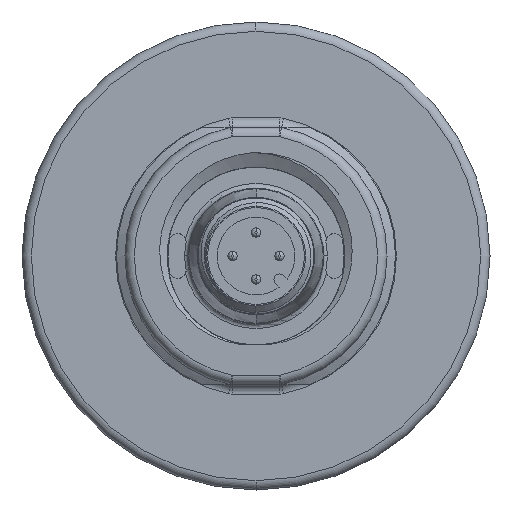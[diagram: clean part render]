
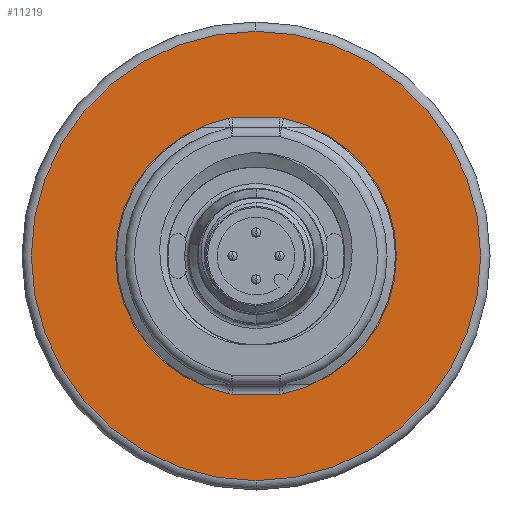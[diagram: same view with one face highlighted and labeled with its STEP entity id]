
A CAD part, front view. The second image highlights one B-rep face of the part: STEP entity #11219.
In plain terms, the highlighted planar face has unit normal (0, -1, 0).
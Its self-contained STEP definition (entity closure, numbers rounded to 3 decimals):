
#2359=CARTESIAN_POINT('',(0.,-3.,0.));
#2360=DIRECTION('',(0.,1.,0.));
#2361=DIRECTION('',(0.,0.,-1.));
#2362=AXIS2_PLACEMENT_3D('',#2359,#2360,#2361);
#2364=CARTESIAN_POINT('',(0.,-3.,0.));
#2365=DIRECTION('',(0.,1.,0.));
#2366=DIRECTION('',(0.,0.,1.));
#2367=AXIS2_PLACEMENT_3D('',#2364,#2365,#2366);
#2369=CARTESIAN_POINT('',(0.,-3.,0.));
#2370=DIRECTION('',(0.,-1.,0.));
#2371=DIRECTION('',(-0.195,0.,0.981));
#2372=AXIS2_PLACEMENT_3D('',#2369,#2370,#2371);
#2374=CARTESIAN_POINT('',(-2.537,-3.,-12.75));
#2375=DIRECTION('',(0.,-1.,0.));
#2376=DIRECTION('',(-0.195,0.,-0.981));
#2377=AXIS2_PLACEMENT_3D('',#2374,#2375,#2376);
#2379=DIRECTION('',(1.,0.,0.));
#2380=VECTOR('',#2379,5.074);
#2381=CARTESIAN_POINT('',(-2.537,-3.,-14.75));
#2382=LINE('',#2381,#2380);
#2383=CARTESIAN_POINT('',(2.537,-3.,-12.75));
#2384=DIRECTION('',(0.,-1.,0.));
#2385=DIRECTION('',(0.,0.,-1.));
#2386=AXIS2_PLACEMENT_3D('',#2383,#2384,#2385);
#2388=CARTESIAN_POINT('',(0.,-3.,0.));
#2389=DIRECTION('',(0.,-1.,0.));
#2390=DIRECTION('',(0.195,0.,-0.981));
#2391=AXIS2_PLACEMENT_3D('',#2388,#2389,#2390);
#2393=CARTESIAN_POINT('',(2.537,-3.,12.75));
#2394=DIRECTION('',(0.,-1.,0.));
#2395=DIRECTION('',(0.195,0.,0.981));
#2396=AXIS2_PLACEMENT_3D('',#2393,#2394,#2395);
#2398=DIRECTION('',(-1.,0.,0.));
#2399=VECTOR('',#2398,5.074);
#2400=CARTESIAN_POINT('',(2.537,-3.,14.75));
#2401=LINE('',#2400,#2399);
#2402=CARTESIAN_POINT('',(-2.537,-3.,12.75));
#2403=DIRECTION('',(0.,-1.,0.));
#2404=DIRECTION('',(0.,0.,1.));
#2405=AXIS2_PLACEMENT_3D('',#2402,#2403,#2404);
#8183=CARTESIAN_POINT('',(-2.928,-3.,14.712));
#8184=CARTESIAN_POINT('',(-2.928,-3.,-14.712));
#8185=VERTEX_POINT('',#8183);
#8186=VERTEX_POINT('',#8184);
#8191=CARTESIAN_POINT('',(2.928,-3.,-14.712));
#8192=CARTESIAN_POINT('',(2.928,-3.,14.712));
#8193=VERTEX_POINT('',#8191);
#8194=VERTEX_POINT('',#8192);
#8203=CARTESIAN_POINT('',(0.,-3.,-24.));
#8204=CARTESIAN_POINT('',(0.,-3.,24.));
#8205=VERTEX_POINT('',#8203);
#8206=VERTEX_POINT('',#8204);
#8438=CARTESIAN_POINT('',(-2.537,-3.,-14.75));
#8439=CARTESIAN_POINT('',(2.537,-3.,-14.75));
#8440=VERTEX_POINT('',#8438);
#8441=VERTEX_POINT('',#8439);
#8442=CARTESIAN_POINT('',(2.537,-3.,14.75));
#8443=CARTESIAN_POINT('',(-2.537,-3.,14.75));
#8444=VERTEX_POINT('',#8442);
#8445=VERTEX_POINT('',#8443);
#11191=CARTESIAN_POINT('',(0.,-3.,0.));
#11192=DIRECTION('',(0.,-1.,0.));
#11193=DIRECTION('',(0.,0.,1.));
#11194=AXIS2_PLACEMENT_3D('',#11191,#11192,#11193);
#11195=PLANE('',#11194);
#11197=ORIENTED_EDGE('',*,*,#11196,.T.);
#11199=ORIENTED_EDGE('',*,*,#11198,.T.);
#11200=EDGE_LOOP('',(#11197,#11199));
#11201=FACE_OUTER_BOUND('',#11200,.F.);
#11202=ORIENTED_EDGE('',*,*,#11181,.T.);
#11204=ORIENTED_EDGE('',*,*,#11203,.T.);
#11206=ORIENTED_EDGE('',*,*,#11205,.T.);
#11208=ORIENTED_EDGE('',*,*,#11207,.T.);
#11210=ORIENTED_EDGE('',*,*,#11209,.T.);
#11212=ORIENTED_EDGE('',*,*,#11211,.T.);
#11214=ORIENTED_EDGE('',*,*,#11213,.T.);
#11216=ORIENTED_EDGE('',*,*,#11215,.T.);
#11217=EDGE_LOOP('',(#11202,#11204,#11206,#11208,#11210,#11212,#11214,#11216));
#11218=FACE_BOUND('',#11217,.F.);
#11219=ADVANCED_FACE('',(#11201,#11218),#11195,.T.);
#2363=CIRCLE('',#2362,24.);
#2368=CIRCLE('',#2367,24.);
#2373=CIRCLE('',#2372,15.);
#2378=CIRCLE('',#2377,2.);
#2387=CIRCLE('',#2386,2.);
#2392=CIRCLE('',#2391,15.);
#2397=CIRCLE('',#2396,2.);
#2406=CIRCLE('',#2405,2.);
#11181=EDGE_CURVE('',#8185,#8186,#2373,.T.);
#11196=EDGE_CURVE('',#8205,#8206,#2363,.T.);
#11198=EDGE_CURVE('',#8206,#8205,#2368,.T.);
#11203=EDGE_CURVE('',#8186,#8440,#2378,.T.);
#11205=EDGE_CURVE('',#8440,#8441,#2382,.T.);
#11207=EDGE_CURVE('',#8441,#8193,#2387,.T.);
#11209=EDGE_CURVE('',#8193,#8194,#2392,.T.);
#11211=EDGE_CURVE('',#8194,#8444,#2397,.T.);
#11213=EDGE_CURVE('',#8444,#8445,#2401,.T.);
#11215=EDGE_CURVE('',#8445,#8185,#2406,.T.);
